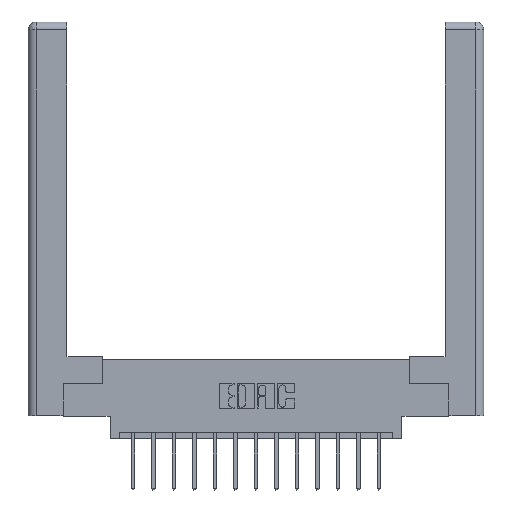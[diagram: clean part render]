
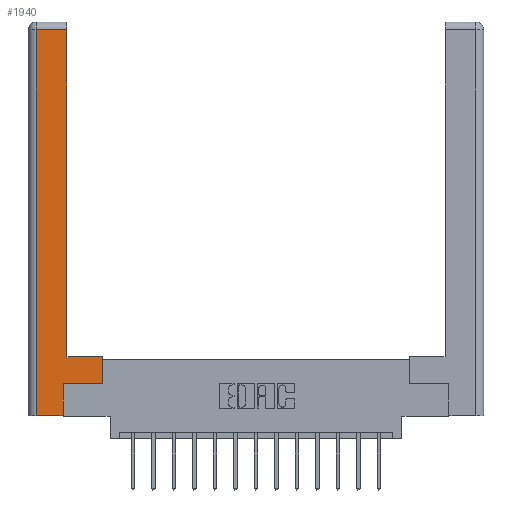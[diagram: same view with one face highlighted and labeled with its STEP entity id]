
A CAD part, top view. The second image highlights one B-rep face of the part: STEP entity #1940.
In plain terms, the highlighted planar face has unit normal (0, 0, 1).
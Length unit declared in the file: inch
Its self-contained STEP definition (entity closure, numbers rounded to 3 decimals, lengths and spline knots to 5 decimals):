
#25 = LINE ( 'NONE', #15756, #8113 ) ;
#342 = CARTESIAN_POINT ( 'NONE',  ( 0., 0., 0. ) ) ;
#348 = CARTESIAN_POINT ( 'NONE',  ( 0.0615, 2.94, 0. ) ) ;
#738 = EDGE_CURVE ( 'NONE', #14127, #3869, #10426, .T. ) ;
#1202 = CARTESIAN_POINT ( 'NONE',  ( 0.295, 0.45, 0. ) ) ;
#1584 = VECTOR ( 'NONE', #13777, 39.37008 ) ;
#1652 = LINE ( 'NONE', #12557, #9307 ) ;
#1758 = EDGE_CURVE ( 'NONE', #15391, #15265, #4305, .T. ) ;
#1940 = ADVANCED_FACE ( 'NONE', ( #3073 ), #12111, .F. ) ;
#2305 = CARTESIAN_POINT ( 'NONE',  ( 0.565, 0.245, 0. ) ) ;
#2326 = DIRECTION ( 'NONE',  ( 0., 1., 0. ) ) ;
#2608 = CARTESIAN_POINT ( 'NONE',  ( 0.265, 0.245, 0. ) ) ;
#2948 = ORIENTED_EDGE ( 'NONE', *, *, #1758, .T. ) ;
#2974 = DIRECTION ( 'NONE',  ( 0., -1., 0. ) ) ;
#3073 = FACE_OUTER_BOUND ( 'NONE', #11899, .T. ) ;
#3231 = CARTESIAN_POINT ( 'NONE',  ( 0.0615, 0., 0. ) ) ;
#3835 = LINE ( 'NONE', #2608, #8647 ) ;
#3869 = VERTEX_POINT ( 'NONE', #15507 ) ;
#3929 = CARTESIAN_POINT ( 'NONE',  ( 0.565, 0.45, 0. ) ) ;
#4305 = LINE ( 'NONE', #1202, #10720 ) ;
#4453 = VERTEX_POINT ( 'NONE', #3231 ) ;
#5400 = ORIENTED_EDGE ( 'NONE', *, *, #738, .T. ) ;
#5614 = CARTESIAN_POINT ( 'NONE',  ( 0.265, 0.245, 0. ) ) ;
#5955 = CARTESIAN_POINT ( 'NONE',  ( 0.295, 0.45, 0. ) ) ;
#6202 = DIRECTION ( 'NONE',  ( 0., 1., 0. ) ) ;
#6803 = CARTESIAN_POINT ( 'NONE',  ( 0.0615, 0., 0. ) ) ;
#7255 = CARTESIAN_POINT ( 'NONE',  ( 0.295, 3., 0. ) ) ;
#8113 = VECTOR ( 'NONE', #10747, 39.37008 ) ;
#8295 = DIRECTION ( 'NONE',  ( -1., 0., 0. ) ) ;
#8317 = LINE ( 'NONE', #7255, #9509 ) ;
#8330 = ORIENTED_EDGE ( 'NONE', *, *, #10909, .T. ) ;
#8468 = LINE ( 'NONE', #15928, #15467 ) ;
#8636 = VECTOR ( 'NONE', #2974, 39.37008 ) ;
#8647 = VECTOR ( 'NONE', #11602, 39.37008 ) ;
#8686 = CARTESIAN_POINT ( 'NONE',  ( 0.265, 0., 0. ) ) ;
#8818 = LINE ( 'NONE', #6803, #8636 ) ;
#9307 = VECTOR ( 'NONE', #2326, 39.37008 ) ;
#9371 = DIRECTION ( 'NONE',  ( 0., 0., -1. ) ) ;
#9509 = VECTOR ( 'NONE', #6202, 39.37008 ) ;
#9570 = VERTEX_POINT ( 'NONE', #8686 ) ;
#9601 = EDGE_CURVE ( 'NONE', #3869, #15391, #1652, .T. ) ;
#10019 = DIRECTION ( 'NONE',  ( -1., 0., 0. ) ) ;
#10252 = ORIENTED_EDGE ( 'NONE', *, *, #14880, .T. ) ;
#10426 = LINE ( 'NONE', #2305, #1584 ) ;
#10504 = AXIS2_PLACEMENT_3D ( 'NONE', #342, #9371, #10645 ) ;
#10640 = VERTEX_POINT ( 'NONE', #11182 ) ;
#10645 = DIRECTION ( 'NONE',  ( -1., 0., 0. ) ) ;
#10720 = VECTOR ( 'NONE', #10019, 39.37008 ) ;
#10747 = DIRECTION ( 'NONE',  ( 1., 0., 0. ) ) ;
#10909 = EDGE_CURVE ( 'NONE', #9570, #14127, #3835, .T. ) ;
#11057 = EDGE_CURVE ( 'NONE', #10640, #14564, #8468, .T. ) ;
#11182 = CARTESIAN_POINT ( 'NONE',  ( 0.295, 2.94, 0. ) ) ;
#11586 = EDGE_CURVE ( 'NONE', #14564, #4453, #8818, .T. ) ;
#11602 = DIRECTION ( 'NONE',  ( 0., 1., 0. ) ) ;
#11769 = ORIENTED_EDGE ( 'NONE', *, *, #11586, .T. ) ;
#11899 = EDGE_LOOP ( 'NONE', ( #13095, #13726, #11769, #10252, #8330, #5400, #15421, #2948 ) ) ;
#12111 = PLANE ( 'NONE',  #10504 ) ;
#12557 = CARTESIAN_POINT ( 'NONE',  ( 0.565, 0.45, 0. ) ) ;
#13095 = ORIENTED_EDGE ( 'NONE', *, *, #13913, .T. ) ;
#13726 = ORIENTED_EDGE ( 'NONE', *, *, #11057, .T. ) ;
#13777 = DIRECTION ( 'NONE',  ( 1., 0., 0. ) ) ;
#13913 = EDGE_CURVE ( 'NONE', #15265, #10640, #8317, .T. ) ;
#14127 = VERTEX_POINT ( 'NONE', #5614 ) ;
#14564 = VERTEX_POINT ( 'NONE', #348 ) ;
#14880 = EDGE_CURVE ( 'NONE', #4453, #9570, #25, .T. ) ;
#15265 = VERTEX_POINT ( 'NONE', #5955 ) ;
#15391 = VERTEX_POINT ( 'NONE', #3929 ) ;
#15421 = ORIENTED_EDGE ( 'NONE', *, *, #9601, .T. ) ;
#15467 = VECTOR ( 'NONE', #8295, 39.37008 ) ;
#15507 = CARTESIAN_POINT ( 'NONE',  ( 0.565, 0.245, 0. ) ) ;
#15756 = CARTESIAN_POINT ( 'NONE',  ( 0.265, 0., 0. ) ) ;
#15928 = CARTESIAN_POINT ( 'NONE',  ( 0.0615, 2.94, 0. ) ) ;
